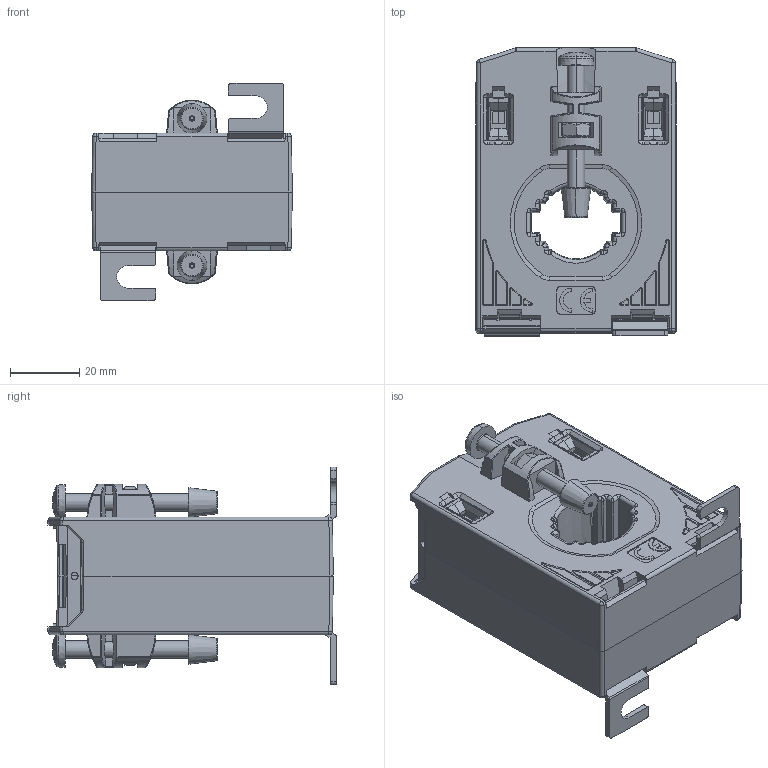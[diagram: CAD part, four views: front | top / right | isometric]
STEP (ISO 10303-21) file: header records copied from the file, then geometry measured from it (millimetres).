
FILE_DESCRIPTION((''),'2;1');
FILE_NAME('DIMENSIONES_TD5','2019-11-19T',('esors'),(''),'CREO PARAMETRIC BY PTC INC, 2015290','CREO PARAMETRIC BY PTC INC, 2015290','');
FILE_SCHEMA(('AUTOMOTIVE_DESIGN { 1 0 10303 214 1 1 1 1 }'));
Products named in the file (1): DIMENSIONES_TD5
Bounding box: 58 x 83.3 x 63 mm (x, y, z)
Volume: 56880.3 mm3; surface area: 62305 mm2
Topology: 8 solids, 8 shells, 5564 faces, 15018 edges, 9594 vertices
Faces by surface type: plane 4048, cylinder 721, cone 264, bspline 249, torus 146, extrusion 100, sphere 36
Entity records: 189840 total; most frequent: CARTESIAN_POINT 51993, ORIENTED_EDGE 30036, DIRECTION 25173, EDGE_CURVE 15018, VECTOR 11961, LINE 11861, VERTEX_POINT 9594, AXIS2_PLACEMENT_3D 6606
